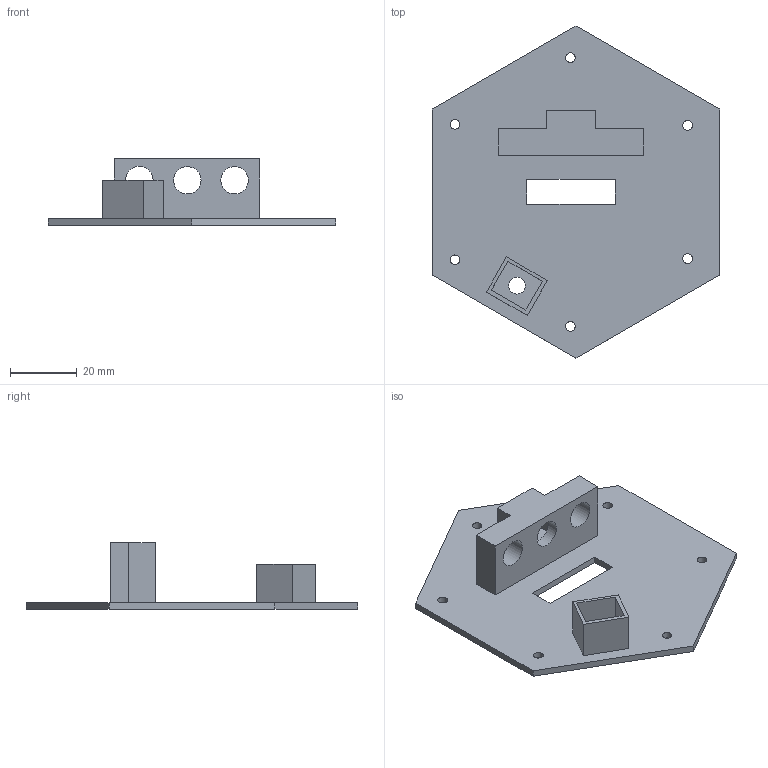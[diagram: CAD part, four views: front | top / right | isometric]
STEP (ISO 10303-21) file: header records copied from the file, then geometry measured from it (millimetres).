
FILE_DESCRIPTION(/* description */ ('','CAx-IF Rec.Pracs.---Representation and Presentation of Product Manufacturing Information (PMI)---4.0---2014-10-13'),/* implementation_level */ '2;1');
FILE_NAME(/* name */ 'B - gear box v3.step',/* time_stamp */ '2025-03-28T14:03:21+01:00',/* author */ (''),/* organization */ (''),/* preprocessor_version */ 'ST-DEVELOPER v20',/* originating_system */ 'Autodesk Translation Framework v13.20.0.188',/* authorisation */ '');
FILE_SCHEMA (('AP242_MANAGED_MODEL_BASED_3D_ENGINEERING_MIM_LF { 1 0 10303 442 1 1 4 }'));
Length unit declared in the file: centimetre
Products named in the file (1): B - gear box
Bounding box: 86.29 x 99.63 x 20 mm (x, y, z)
Volume: 18418.4 mm3; surface area: 17049.8 mm2
Topology: 1 solids, 1 shells, 46 faces, 120 edges, 80 vertices
Faces by surface type: plane 36, cylinder 10
Full cylindrical faces by diameter (mm): 2.89 x1, 2.898 x1, 2.9 x1, 2.901 x1, 2.903 x1, 2.907 x1, 4.996 x1, 8.234 x1, 8.246 x2
Entity records: 1481 total; most frequent: CARTESIAN_POINT 247, ORIENTED_EDGE 240, DIRECTION 234, EDGE_CURVE 120, LINE 100, VECTOR 100, VERTEX_POINT 80, EDGE_LOOP 72
